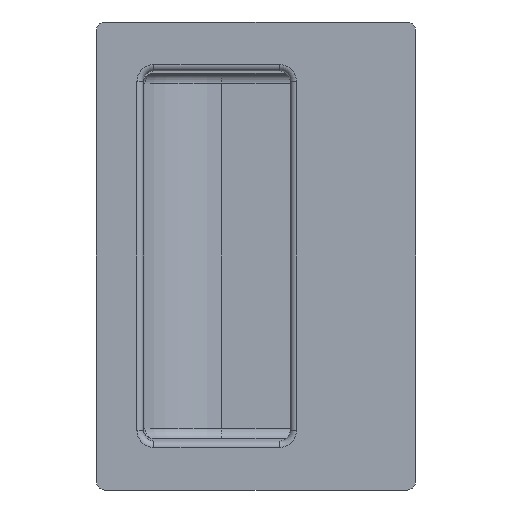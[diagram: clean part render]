
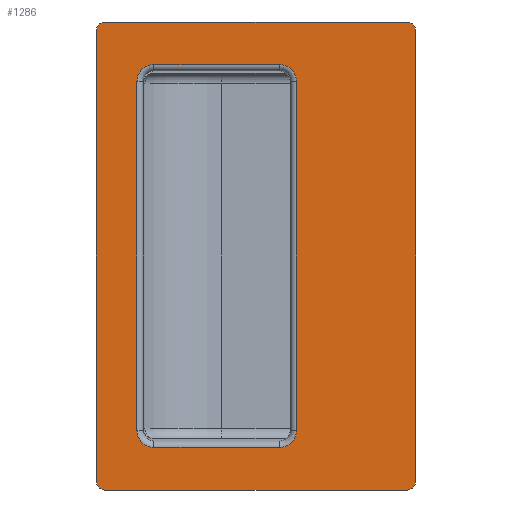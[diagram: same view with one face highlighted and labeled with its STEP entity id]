
A CAD part, front view. The second image highlights one B-rep face of the part: STEP entity #1286.
In plain terms, the highlighted planar face has unit normal (0, -1, 0).
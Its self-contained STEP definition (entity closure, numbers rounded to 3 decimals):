
#27=FACE_BOUND('',#433,.T.);
#48=PLANE('',#1451);
#126=LINE('',#2200,#222);
#128=LINE('',#2212,#224);
#130=LINE('',#2224,#226);
#131=LINE('',#2232,#227);
#134=LINE('',#2238,#230);
#135=LINE('',#2242,#231);
#136=LINE('',#2246,#232);
#137=LINE('',#2250,#233);
#222=VECTOR('',#1811,29.5);
#224=VECTOR('',#1825,82.);
#226=VECTOR('',#1839,29.5);
#227=VECTOR('',#1850,82.);
#230=VECTOR('',#1855,71.);
#231=VECTOR('',#1858,106.);
#232=VECTOR('',#1861,71.);
#233=VECTOR('',#1864,106.);
#350=FACE_OUTER_BOUND('',#432,.T.);
#432=EDGE_LOOP('',(#1133,#1134,#1135,#1136,#1137,#1138,#1139,#1140));
#433=EDGE_LOOP('',(#1141,#1142,#1143,#1144,#1145,#1146,#1147,#1148));
#514=CIRCLE('',#1431,4.);
#518=CIRCLE('',#1437,4.);
#522=CIRCLE('',#1443,4.);
#526=CIRCLE('',#1449,4.);
#527=CIRCLE('',#1452,2.);
#528=CIRCLE('',#1453,2.);
#529=CIRCLE('',#1454,2.);
#530=CIRCLE('',#1455,2.);
#615=VERTEX_POINT('',#2187);
#618=VERTEX_POINT('',#2192);
#620=VERTEX_POINT('',#2198);
#622=VERTEX_POINT('',#2204);
#624=VERTEX_POINT('',#2210);
#626=VERTEX_POINT('',#2216);
#628=VERTEX_POINT('',#2222);
#630=VERTEX_POINT('',#2228);
#631=VERTEX_POINT('',#2236);
#632=VERTEX_POINT('',#2237);
#633=VERTEX_POINT('',#2239);
#634=VERTEX_POINT('',#2241);
#635=VERTEX_POINT('',#2243);
#636=VERTEX_POINT('',#2245);
#637=VERTEX_POINT('',#2247);
#638=VERTEX_POINT('',#2249);
#786=EDGE_CURVE('',#618,#615,#514,.T.);
#789=EDGE_CURVE('',#620,#618,#126,.T.);
#792=EDGE_CURVE('',#622,#620,#518,.T.);
#795=EDGE_CURVE('',#624,#622,#128,.T.);
#798=EDGE_CURVE('',#626,#624,#522,.T.);
#801=EDGE_CURVE('',#628,#626,#130,.T.);
#804=EDGE_CURVE('',#630,#628,#526,.T.);
#805=EDGE_CURVE('',#615,#630,#131,.T.);
#808=EDGE_CURVE('',#631,#632,#134,.T.);
#809=EDGE_CURVE('',#632,#633,#527,.T.);
#810=EDGE_CURVE('',#633,#634,#135,.T.);
#811=EDGE_CURVE('',#634,#635,#528,.T.);
#812=EDGE_CURVE('',#635,#636,#136,.T.);
#813=EDGE_CURVE('',#636,#637,#529,.T.);
#814=EDGE_CURVE('',#637,#638,#137,.T.);
#815=EDGE_CURVE('',#638,#631,#530,.T.);
#1133=ORIENTED_EDGE('',*,*,#808,.T.);
#1134=ORIENTED_EDGE('',*,*,#809,.T.);
#1135=ORIENTED_EDGE('',*,*,#810,.T.);
#1136=ORIENTED_EDGE('',*,*,#811,.T.);
#1137=ORIENTED_EDGE('',*,*,#812,.T.);
#1138=ORIENTED_EDGE('',*,*,#813,.T.);
#1139=ORIENTED_EDGE('',*,*,#814,.T.);
#1140=ORIENTED_EDGE('',*,*,#815,.T.);
#1141=ORIENTED_EDGE('',*,*,#786,.F.);
#1142=ORIENTED_EDGE('',*,*,#789,.F.);
#1143=ORIENTED_EDGE('',*,*,#792,.F.);
#1144=ORIENTED_EDGE('',*,*,#795,.F.);
#1145=ORIENTED_EDGE('',*,*,#798,.F.);
#1146=ORIENTED_EDGE('',*,*,#801,.F.);
#1147=ORIENTED_EDGE('',*,*,#804,.F.);
#1148=ORIENTED_EDGE('',*,*,#805,.F.);
#1286=ADVANCED_FACE('',(#350,#27),#48,.F.);
#1431=AXIS2_PLACEMENT_3D('',#2194,#1804,#1805);
#1437=AXIS2_PLACEMENT_3D('',#2206,#1818,#1819);
#1443=AXIS2_PLACEMENT_3D('',#2218,#1832,#1833);
#1449=AXIS2_PLACEMENT_3D('',#2230,#1846,#1847);
#1451=AXIS2_PLACEMENT_3D('',#2235,#1853,#1854);
#1452=AXIS2_PLACEMENT_3D('',#2240,#1856,#1857);
#1453=AXIS2_PLACEMENT_3D('',#2244,#1859,#1860);
#1454=AXIS2_PLACEMENT_3D('',#2248,#1862,#1863);
#1455=AXIS2_PLACEMENT_3D('',#2251,#1865,#1866);
#1804=DIRECTION('center_axis',(0.,-1.,0.));
#1805=DIRECTION('ref_axis',(0.707,0.,-0.707));
#1811=DIRECTION('',(1.,0.,0.));
#1818=DIRECTION('center_axis',(0.,-1.,0.));
#1819=DIRECTION('ref_axis',(-0.707,0.,-0.707));
#1825=DIRECTION('',(0.,0.,-1.));
#1832=DIRECTION('center_axis',(0.,-1.,0.));
#1833=DIRECTION('ref_axis',(-0.707,0.,0.707));
#1839=DIRECTION('',(-1.,0.,0.));
#1846=DIRECTION('center_axis',(0.,-1.,0.));
#1847=DIRECTION('ref_axis',(0.707,0.,0.707));
#1850=DIRECTION('',(0.,0.,1.));
#1853=DIRECTION('center_axis',(0.,1.,0.));
#1854=DIRECTION('ref_axis',(0.,0.,1.));
#1855=DIRECTION('',(-1.,0.,0.));
#1856=DIRECTION('center_axis',(0.,-1.,0.));
#1857=DIRECTION('ref_axis',(0.,0.,1.));
#1858=DIRECTION('',(0.,0.,-1.));
#1859=DIRECTION('center_axis',(0.,-1.,0.));
#1860=DIRECTION('ref_axis',(-1.,0.,0.));
#1861=DIRECTION('',(1.,0.,0.));
#1862=DIRECTION('center_axis',(0.,-1.,0.));
#1863=DIRECTION('ref_axis',(0.,0.,-1.));
#1864=DIRECTION('',(0.,0.,1.));
#1865=DIRECTION('center_axis',(0.,-1.,0.));
#1866=DIRECTION('ref_axis',(1.,0.,0.));
#2187=CARTESIAN_POINT('',(36.5,-2.,-41.));
#2192=CARTESIAN_POINT('',(32.5,-2.,-45.));
#2194=CARTESIAN_POINT('Origin',(32.5,-2.,-41.));
#2198=CARTESIAN_POINT('',(3.,-2.,-45.));
#2200=CARTESIAN_POINT('',(29.75,-2.,-45.));
#2204=CARTESIAN_POINT('',(-1.,-2.,-41.));
#2206=CARTESIAN_POINT('Origin',(3.,-2.,-41.));
#2210=CARTESIAN_POINT('',(-1.,-2.,41.));
#2212=CARTESIAN_POINT('',(-1.,-2.,-20.5));
#2216=CARTESIAN_POINT('',(3.,-2.,45.));
#2218=CARTESIAN_POINT('Origin',(3.,-2.,41.));
#2222=CARTESIAN_POINT('',(32.5,-2.,45.));
#2224=CARTESIAN_POINT('',(15.,-2.,45.));
#2228=CARTESIAN_POINT('',(36.5,-2.,41.));
#2230=CARTESIAN_POINT('Origin',(32.5,-2.,41.));
#2232=CARTESIAN_POINT('',(36.5,-2.,20.5));
#2235=CARTESIAN_POINT('Origin',(27.,-2.,0.));
#2236=CARTESIAN_POINT('',(62.5,-2.,55.));
#2237=CARTESIAN_POINT('',(-8.5,-2.,55.));
#2238=CARTESIAN_POINT('',(62.5,-2.,55.));
#2239=CARTESIAN_POINT('',(-10.5,-2.,53.));
#2240=CARTESIAN_POINT('Origin',(-8.5,-2.,53.));
#2241=CARTESIAN_POINT('',(-10.5,-2.,-53.));
#2242=CARTESIAN_POINT('',(-10.5,-2.,53.));
#2243=CARTESIAN_POINT('',(-8.5,-2.,-55.));
#2244=CARTESIAN_POINT('Origin',(-8.5,-2.,-53.));
#2245=CARTESIAN_POINT('',(62.5,-2.,-55.));
#2246=CARTESIAN_POINT('',(-8.5,-2.,-55.));
#2247=CARTESIAN_POINT('',(64.5,-2.,-53.));
#2248=CARTESIAN_POINT('Origin',(62.5,-2.,-53.));
#2249=CARTESIAN_POINT('',(64.5,-2.,53.));
#2250=CARTESIAN_POINT('',(64.5,-2.,-53.));
#2251=CARTESIAN_POINT('Origin',(62.5,-2.,53.));
